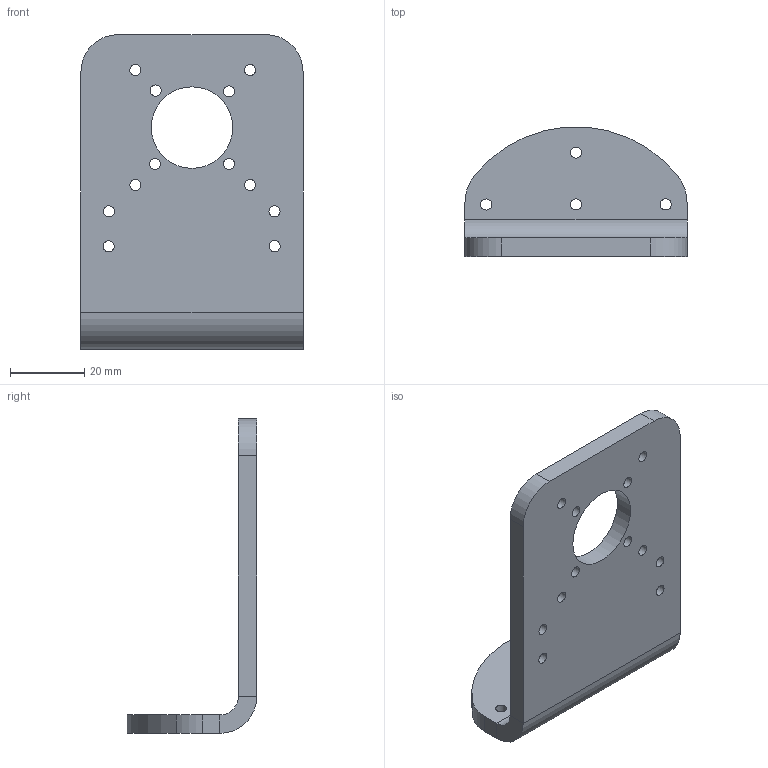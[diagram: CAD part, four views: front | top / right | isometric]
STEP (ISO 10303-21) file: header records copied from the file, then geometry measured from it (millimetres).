
FILE_DESCRIPTION(/* description */ (''),/* implementation_level */ '2;1');
FILE_NAME(/* name */ 'Axis_1_MotorMount_V2.step',/* time_stamp */ '2024-11-04T16:57:03+01:00',/* author */ (''),/* organization */ (''),/* preprocessor_version */ 'ST-DEVELOPER v20',/* originating_system */ 'Autodesk Translation Framework v13.20.0.188',/* authorisation */ '');
FILE_SCHEMA (('AUTOMOTIVE_DESIGN { 1 0 10303 214 3 1 1 }'));
Length unit declared in the file: millimetre
Products named in the file (1): Axis_1_MotorMount_V2
Bounding box: 60 x 35.04 x 85 mm (x, y, z)
Volume: 29398.4 mm3; surface area: 14423.9 mm2
Topology: 1 solids, 1 shells, 35 faces, 91 edges, 58 vertices
Faces by surface type: cylinder 24, plane 11
Full cylindrical faces by diameter (mm): 3 x16, 22 x1
Entity records: 1190 total; most frequent: DIRECTION 211, CARTESIAN_POINT 185, ORIENTED_EDGE 182, EDGE_CURVE 91, AXIS2_PLACEMENT_3D 84, EDGE_LOOP 69, VERTEX_POINT 58, CIRCLE 48
